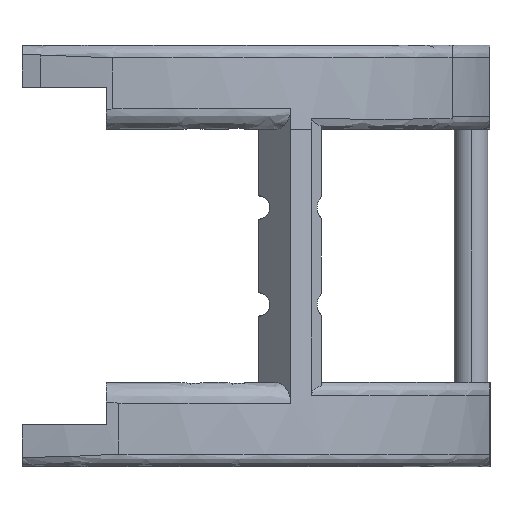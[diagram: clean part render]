
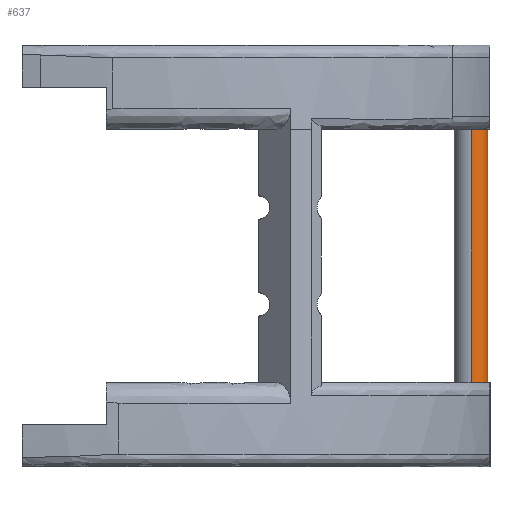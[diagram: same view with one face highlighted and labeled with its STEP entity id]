
A CAD part, left-side view. The second image highlights one B-rep face of the part: STEP entity #637.
In plain terms, the highlighted cylindrical face has radius 4 mm (diameter 8 mm), a partial arc.
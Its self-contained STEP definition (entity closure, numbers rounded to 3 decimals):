
#301 = CARTESIAN_POINT ( 'NONE',  ( 3.236, -88.86, 80.234 ) ) ;
#305 = CARTESIAN_POINT ( 'NONE',  ( 0.54, -90.467, 19.984 ) ) ;
#362 = DIRECTION ( 'NONE',  ( 1., 0., 0. ) ) ;
#484 = CARTESIAN_POINT ( 'NONE',  ( 0.269, -90.494, 80.014 ) ) ;
#489 = DIRECTION ( 'NONE',  ( 0., 0., 1. ) ) ;
#637 = ADVANCED_FACE ( 'NONE', ( #6821 ), #9516, .T. ) ;
#651 = ORIENTED_EDGE ( 'NONE', *, *, #6138, .T. ) ;
#657 = EDGE_CURVE ( 'NONE', #9607, #4282, #4626, .T. ) ;
#1074 = DIRECTION ( 'NONE',  ( 0., 0., 1. ) ) ;
#1291 = CARTESIAN_POINT ( 'NONE',  ( 1.818, -90.067, 80.044 ) ) ;
#1294 = CARTESIAN_POINT ( 'NONE',  ( 3.517, -88.417, 19.652 ) ) ;
#1410 = CARTESIAN_POINT ( 'NONE',  ( -2.699, -89.459, 80.12 ) ) ;
#1413 = CARTESIAN_POINT ( 'NONE',  ( -3.822, -87.703, 19.422 ) ) ;
#1471 = CARTESIAN_POINT ( 'NONE',  ( -4., -86.731, 81. ) ) ;
#1661 = EDGE_CURVE ( 'NONE', #6187, #8398, #7636, .T. ) ;
#1699 = CARTESIAN_POINT ( 'NONE',  ( 4., -86.494, 18.863 ) ) ;
#2234 = CARTESIAN_POINT ( 'NONE',  ( -2.496, -89.631, 19.904 ) ) ;
#2282 = CARTESIAN_POINT ( 'NONE',  ( 4., -86.494, 81.131 ) ) ;
#2341 = CARTESIAN_POINT ( 'NONE',  ( -4., -86.494, 18.863 ) ) ;
#2397 = CARTESIAN_POINT ( 'NONE',  ( -3.071, -89.072, 80.189 ) ) ;
#2400 = CARTESIAN_POINT ( 'NONE',  ( 3.822, -87.702, 19.421 ) ) ;
#2465 = CARTESIAN_POINT ( 'NONE',  ( -3.889, -87.461, 19.329 ) ) ;
#2732 = ORIENTED_EDGE ( 'NONE', *, *, #4479, .F. ) ;
#2997 = AXIS2_PLACEMENT_3D ( 'NONE', #7652, #3907, #362 ) ;
#3147 = CARTESIAN_POINT ( 'NONE',  ( 1.324, -90.278, 80.027 ) ) ;
#3271 = CARTESIAN_POINT ( 'NONE',  ( 3.072, -89.07, 80.19 ) ) ;
#3329 = CARTESIAN_POINT ( 'NONE',  ( 3.072, -89.07, 19.808 ) ) ;
#3397 = CARTESIAN_POINT ( 'NONE',  ( -3.517, -88.418, 19.652 ) ) ;
#3907 = DIRECTION ( 'NONE',  ( 0., 0., 1. ) ) ;
#4028 = CARTESIAN_POINT ( 'NONE',  ( -4., -86.494, 81.131 ) ) ;
#4144 = CARTESIAN_POINT ( 'NONE',  ( 1.069, -90.358, 19.978 ) ) ;
#4201 = CARTESIAN_POINT ( 'NONE',  ( -1.322, -90.279, 80.026 ) ) ;
#4204 = CARTESIAN_POINT ( 'NONE',  ( -3.236, -88.86, 19.764 ) ) ;
#4260 = CARTESIAN_POINT ( 'NONE',  ( -1.815, -90.069, 80.044 ) ) ;
#4282 = VERTEX_POINT ( 'NONE', #5706 ) ;
#4323 = CARTESIAN_POINT ( 'NONE',  ( 3.979, -86.973, 19.114 ) ) ;
#4479 = EDGE_CURVE ( 'NONE', #6187, #9607, #8366, .T. ) ;
#4626 = B_SPLINE_CURVE_WITH_KNOTS ( 'NONE', 3,
 ( #4028, #1471, #5016, #10713, #10964, #11835, #10898, #7890, #2397, #1410, #6195, #8942, #4260, #4201, #5069, #5191, #9007, #484, #8075, #11714, #3147, #1291, #11653, #6948, #10841, #3271, #301, #7834, #8884, #5952, #6129, #7951, #11899, #2282 ),
 .UNSPECIFIED., .F., .F.,
 ( 4, 2, 2, 2, 2, 2, 2, 2, 2, 2, 2, 2, 2, 2, 2, 2, 4 ),
 ( 0.028, 0.029, 0.03, 0.031, 0.032, 0.032, 0.033, 0.034, 0.035, 0.036, 0.037, 0.037, 0.038, 0.039, 0.04, 0.041, 0.041 ),
 .UNSPECIFIED. ) ;
#4680 = CARTESIAN_POINT ( 'NONE',  ( -4., -86.494, -11.314 ) ) ;
#5010 = ORIENTED_EDGE ( 'NONE', *, *, #657, .F. ) ;
#5016 = CARTESIAN_POINT ( 'NONE',  ( -3.979, -86.976, 80.879 ) ) ;
#5069 = CARTESIAN_POINT ( 'NONE',  ( -1.066, -90.359, 80.021 ) ) ;
#5073 = CARTESIAN_POINT ( 'NONE',  ( 4., -86.729, 18.993 ) ) ;
#5191 = CARTESIAN_POINT ( 'NONE',  ( -0.535, -90.468, 80.015 ) ) ;
#5196 = CARTESIAN_POINT ( 'NONE',  ( -1.066, -90.359, 19.978 ) ) ;
#5257 = VECTOR ( 'NONE', #489, 1000. ) ;
#5571 = VECTOR ( 'NONE', #1074, 1000. ) ;
#5706 = CARTESIAN_POINT ( 'NONE',  ( 4., -86.494, 81.131 ) ) ;
#5800 = LINE ( 'NONE', #9613, #5571 ) ;
#5952 = CARTESIAN_POINT ( 'NONE',  ( 3.822, -87.702, 80.575 ) ) ;
#6129 = CARTESIAN_POINT ( 'NONE',  ( 3.89, -87.46, 80.668 ) ) ;
#6133 = CARTESIAN_POINT ( 'NONE',  ( 2.701, -89.457, 19.878 ) ) ;
#6138 = EDGE_CURVE ( 'NONE', #8398, #4282, #5800, .T. ) ;
#6187 = VERTEX_POINT ( 'NONE', #11001 ) ;
#6195 = CARTESIAN_POINT ( 'NONE',  ( -2.496, -89.632, 80.095 ) ) ;
#6198 = CARTESIAN_POINT ( 'NONE',  ( 3.89, -87.459, 19.328 ) ) ;
#6821 = FACE_OUTER_BOUND ( 'NONE', #8549, .T. ) ;
#6948 = CARTESIAN_POINT ( 'NONE',  ( 2.497, -89.631, 80.095 ) ) ;
#7073 = CARTESIAN_POINT ( 'NONE',  ( -3.979, -86.975, 19.115 ) ) ;
#7137 = CARTESIAN_POINT ( 'NONE',  ( 3.237, -88.859, 19.764 ) ) ;
#7636 = B_SPLINE_CURVE_WITH_KNOTS ( 'NONE', 3,
 ( #2341, #8078, #7073, #2465, #1413, #8945, #3397, #4204, #8887, #11033, #2234, #9010, #9071, #7895, #5196, #8021, #11839, #8832, #305, #4144, #11717, #11902, #10901, #9837, #6133, #3329, #7137, #1294, #10967, #2400, #6198, #4323, #5073, #11779 ),
 .UNSPECIFIED., .F., .F.,
 ( 4, 2, 2, 2, 2, 2, 2, 2, 2, 2, 2, 2, 2, 2, 2, 2, 4 ),
 ( 0.029, 0.029, 0.03, 0.031, 0.032, 0.033, 0.033, 0.034, 0.035, 0.036, 0.037, 0.037, 0.038, 0.039, 0.04, 0.041, 0.041 ),
 .UNSPECIFIED. ) ;
#7652 = CARTESIAN_POINT ( 'NONE',  ( 0., -86.494, -11.314 ) ) ;
#7834 = CARTESIAN_POINT ( 'NONE',  ( 3.517, -88.418, 80.345 ) ) ;
#7890 = CARTESIAN_POINT ( 'NONE',  ( -3.235, -88.861, 80.233 ) ) ;
#7895 = CARTESIAN_POINT ( 'NONE',  ( -1.322, -90.279, 19.973 ) ) ;
#7951 = CARTESIAN_POINT ( 'NONE',  ( 3.979, -86.973, 80.881 ) ) ;
#8021 = CARTESIAN_POINT ( 'NONE',  ( -0.536, -90.468, 19.984 ) ) ;
#8075 = CARTESIAN_POINT ( 'NONE',  ( 0.54, -90.467, 80.015 ) ) ;
#8078 = CARTESIAN_POINT ( 'NONE',  ( -4., -86.731, 18.995 ) ) ;
#8366 = LINE ( 'NONE', #4680, #5257 ) ;
#8398 = VERTEX_POINT ( 'NONE', #1699 ) ;
#8549 = EDGE_LOOP ( 'NONE', ( #2732, #11738, #651, #5010 ) ) ;
#8832 = CARTESIAN_POINT ( 'NONE',  ( 0.269, -90.494, 19.986 ) ) ;
#8884 = CARTESIAN_POINT ( 'NONE',  ( 3.636, -88.181, 80.413 ) ) ;
#8887 = CARTESIAN_POINT ( 'NONE',  ( -3.071, -89.071, 19.808 ) ) ;
#8942 = CARTESIAN_POINT ( 'NONE',  ( -2.055, -89.937, 80.057 ) ) ;
#8945 = CARTESIAN_POINT ( 'NONE',  ( -3.635, -88.183, 19.584 ) ) ;
#9007 = CARTESIAN_POINT ( 'NONE',  ( -0.266, -90.494, 80.014 ) ) ;
#9010 = CARTESIAN_POINT ( 'NONE',  ( -2.055, -89.936, 19.942 ) ) ;
#9071 = CARTESIAN_POINT ( 'NONE',  ( -1.816, -90.069, 19.955 ) ) ;
#9516 = CYLINDRICAL_SURFACE ( 'NONE', #2997, 4. ) ;
#9607 = VERTEX_POINT ( 'NONE', #11914 ) ;
#9613 = CARTESIAN_POINT ( 'NONE',  ( 4., -86.494, -11.314 ) ) ;
#9837 = CARTESIAN_POINT ( 'NONE',  ( 2.497, -89.63, 19.903 ) ) ;
#10713 = CARTESIAN_POINT ( 'NONE',  ( -3.889, -87.462, 80.667 ) ) ;
#10841 = CARTESIAN_POINT ( 'NONE',  ( 2.7, -89.458, 80.12 ) ) ;
#10898 = CARTESIAN_POINT ( 'NONE',  ( -3.516, -88.419, 80.344 ) ) ;
#10901 = CARTESIAN_POINT ( 'NONE',  ( 2.058, -89.935, 19.942 ) ) ;
#10964 = CARTESIAN_POINT ( 'NONE',  ( -3.821, -87.704, 80.574 ) ) ;
#10967 = CARTESIAN_POINT ( 'NONE',  ( 3.636, -88.181, 19.584 ) ) ;
#11001 = CARTESIAN_POINT ( 'NONE',  ( -4., -86.494, 18.863 ) ) ;
#11033 = CARTESIAN_POINT ( 'NONE',  ( -2.7, -89.458, 19.878 ) ) ;
#11653 = CARTESIAN_POINT ( 'NONE',  ( 2.057, -89.935, 80.057 ) ) ;
#11714 = CARTESIAN_POINT ( 'NONE',  ( 1.069, -90.358, 80.021 ) ) ;
#11717 = CARTESIAN_POINT ( 'NONE',  ( 1.324, -90.278, 19.973 ) ) ;
#11738 = ORIENTED_EDGE ( 'NONE', *, *, #1661, .T. ) ;
#11779 = CARTESIAN_POINT ( 'NONE',  ( 4., -86.494, 18.863 ) ) ;
#11835 = CARTESIAN_POINT ( 'NONE',  ( -3.635, -88.183, 80.412 ) ) ;
#11839 = CARTESIAN_POINT ( 'NONE',  ( -0.267, -90.494, 19.986 ) ) ;
#11899 = CARTESIAN_POINT ( 'NONE',  ( 4., -86.729, 81.001 ) ) ;
#11902 = CARTESIAN_POINT ( 'NONE',  ( 1.818, -90.067, 19.955 ) ) ;
#11914 = CARTESIAN_POINT ( 'NONE',  ( -4., -86.494, 81.131 ) ) ;
